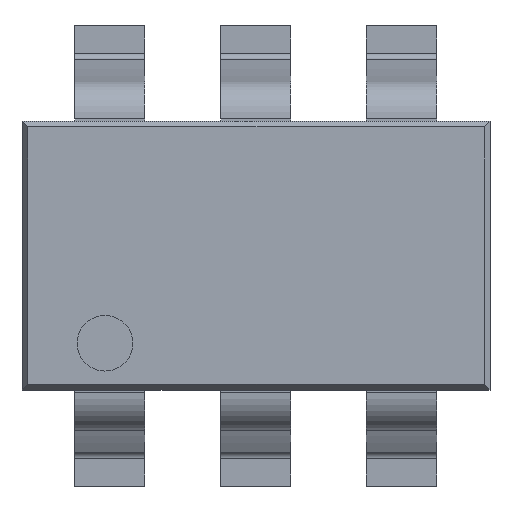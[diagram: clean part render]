
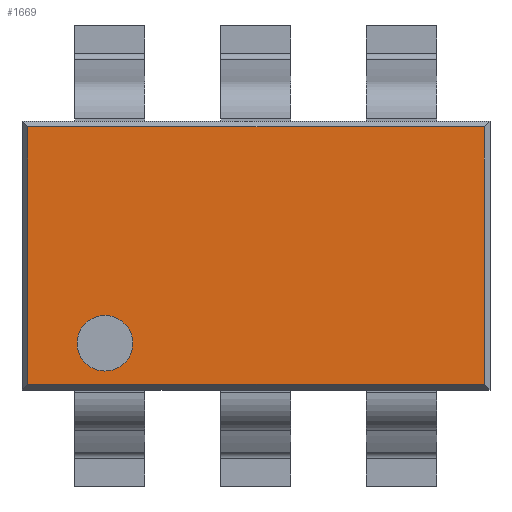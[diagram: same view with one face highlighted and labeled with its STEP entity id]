
A CAD part, top view. The second image highlights one B-rep face of the part: STEP entity #1669.
In plain terms, the highlighted planar face has unit normal (0, 0, 1).
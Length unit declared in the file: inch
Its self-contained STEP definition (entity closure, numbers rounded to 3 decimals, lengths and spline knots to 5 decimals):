
#14=FACE_BOUND('',#197,.T.);
#42=PLANE('',#1789);
#104=FACE_OUTER_BOUND('',#196,.T.);
#196=EDGE_LOOP('',(#1191,#1192,#1193,#1194));
#197=EDGE_LOOP('',(#1195));
#330=LINE('',#2585,#507);
#331=LINE('',#2587,#508);
#332=LINE('',#2589,#509);
#333=LINE('',#2590,#510);
#507=VECTOR('',#2038,39.37008);
#508=VECTOR('',#2039,39.37008);
#509=VECTOR('',#2040,39.37008);
#510=VECTOR('',#2041,39.37008);
#631=CIRCLE('',#1764,0.00714);
#705=VERTEX_POINT('',#2442);
#767=VERTEX_POINT('',#2583);
#768=VERTEX_POINT('',#2584);
#769=VERTEX_POINT('',#2586);
#770=VERTEX_POINT('',#2588);
#867=EDGE_CURVE('',#705,#705,#631,.T.);
#934=EDGE_CURVE('',#767,#768,#330,.T.);
#935=EDGE_CURVE('',#768,#769,#331,.T.);
#936=EDGE_CURVE('',#769,#770,#332,.T.);
#937=EDGE_CURVE('',#770,#767,#333,.T.);
#1191=ORIENTED_EDGE('',*,*,#934,.T.);
#1192=ORIENTED_EDGE('',*,*,#935,.T.);
#1193=ORIENTED_EDGE('',*,*,#936,.T.);
#1194=ORIENTED_EDGE('',*,*,#937,.T.);
#1195=ORIENTED_EDGE('',*,*,#867,.T.);
#1669=ADVANCED_FACE('',(#104,#14),#42,.T.);
#1764=AXIS2_PLACEMENT_3D('',#2443,#1933,#1934);
#1789=AXIS2_PLACEMENT_3D('',#2582,#2036,#2037);
#1933=DIRECTION('center_axis',(0.,0.,-1.));
#1934=DIRECTION('ref_axis',(-1.,0.,0.));
#2036=DIRECTION('center_axis',(0.,0.,1.));
#2037=DIRECTION('ref_axis',(1.,0.,0.));
#2038=DIRECTION('',(-1.,0.,0.));
#2039=DIRECTION('',(0.,-1.,0.));
#2040=DIRECTION('',(1.,0.,0.));
#2041=DIRECTION('',(0.,1.,0.));
#2442=CARTESIAN_POINT('',(0.0059,0.02449,0.05118));
#2443=CARTESIAN_POINT('Origin',(-0.00124,0.02449,0.05118));
#2582=CARTESIAN_POINT('Origin',(-0.0225,0.0125,0.05118));
#2583=CARTESIAN_POINT('',(0.09605,0.07994,0.05118));
#2584=CARTESIAN_POINT('',(-0.02105,0.07994,0.05118));
#2585=CARTESIAN_POINT('',(-0.0225,0.07994,0.05118));
#2586=CARTESIAN_POINT('',(-0.02105,0.01395,0.05118));
#2587=CARTESIAN_POINT('',(-0.02105,0.0125,0.05118));
#2588=CARTESIAN_POINT('',(0.09605,0.01395,0.05118));
#2589=CARTESIAN_POINT('',(0.0975,0.01395,0.05118));
#2590=CARTESIAN_POINT('',(0.09605,0.0814,0.05118));
